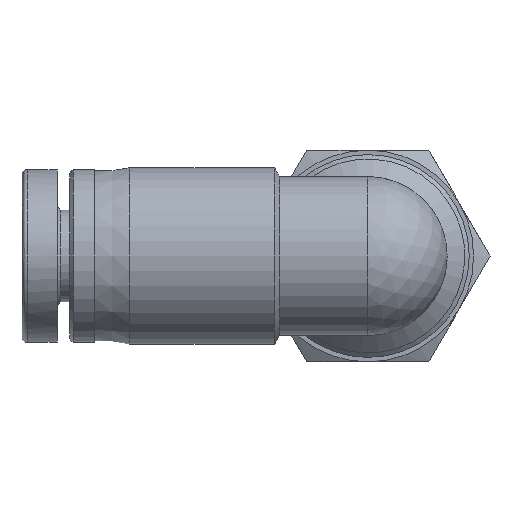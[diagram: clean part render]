
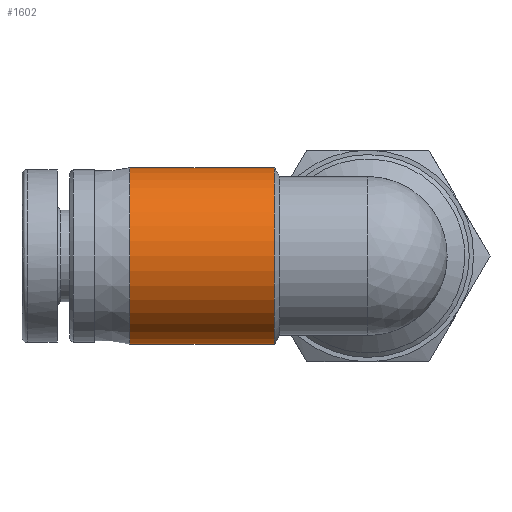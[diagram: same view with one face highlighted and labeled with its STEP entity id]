
A CAD part, left-side view. The second image highlights one B-rep face of the part: STEP entity #1602.
In plain terms, the highlighted cylindrical face has radius 5 mm (diameter 10 mm), a full revolution.
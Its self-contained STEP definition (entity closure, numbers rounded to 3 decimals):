
#1568=CARTESIAN_POINT('',(9.789,5.,0.0));
#1569=VERTEX_POINT('',#1568);
#1570=CARTESIAN_POINT('',(9.789,0.0,0.0));
#1571=DIRECTION('',(1.0,0.0,0.0));
#1572=DIRECTION('',(0.0,1.0,0.0));
#1573=AXIS2_PLACEMENT_3D('',#1570,#1571,#1572);
#1574=CIRCLE('',#1573,5.);
#1575=EDGE_CURVE('',#1569,#1569,#1574,.T.);
#1583=CARTESIAN_POINT('',(13.894,0.0,0.0));
#1584=DIRECTION('',(1.0,0.0,0.0));
#1585=DIRECTION('',(0.0,1.0,0.0));
#1586=AXIS2_PLACEMENT_3D('',#1583,#1584,#1585);
#1587=CYLINDRICAL_SURFACE('',#1586,5.);
#1588=CARTESIAN_POINT('',(18.0,5.,0.0));
#1589=VERTEX_POINT('',#1588);
#1590=CARTESIAN_POINT('',(18.0,0.0,0.0));
#1591=DIRECTION('',(1.0,0.0,0.0));
#1592=DIRECTION('',(0.0,1.0,0.0));
#1593=AXIS2_PLACEMENT_3D('',#1590,#1591,#1592);
#1594=CIRCLE('',#1593,5.);
#1595=EDGE_CURVE('',#1589,#1589,#1594,.T.);
#1596=ORIENTED_EDGE('',*,*,#1595,.F.);
#1597=EDGE_LOOP('',(#1596));
#1598=FACE_OUTER_BOUND('',#1597,.T.);
#1599=ORIENTED_EDGE('',*,*,#1575,.T.);
#1600=EDGE_LOOP('',(#1599));
#1601=FACE_BOUND('',#1600,.T.);
#1602=ADVANCED_FACE('',(#1598,#1601),#1587,.T.);
